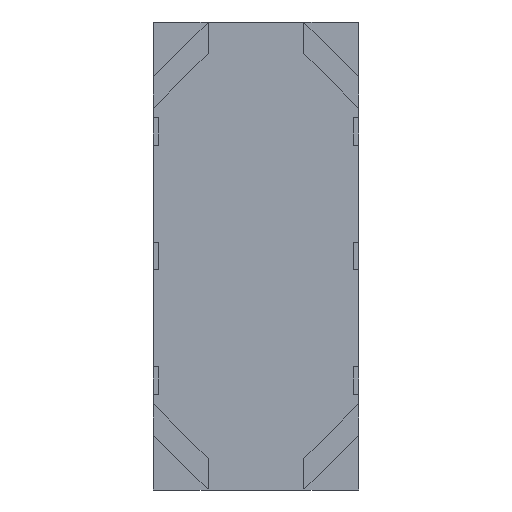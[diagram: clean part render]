
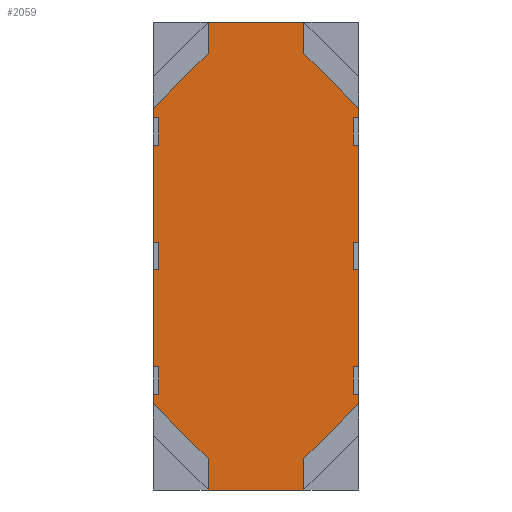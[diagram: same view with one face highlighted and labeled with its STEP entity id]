
A CAD part, front view. The second image highlights one B-rep face of the part: STEP entity #2059.
In plain terms, the highlighted planar face has unit normal (0, -1, 0).
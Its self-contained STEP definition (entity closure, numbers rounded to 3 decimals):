
#220=DIRECTION('',(1.,0.,0.));
#221=VECTOR('',#220,35.);
#222=CARTESIAN_POINT('',(-17.5,0.,85.5));
#223=LINE('',#222,#221);
#224=DIRECTION('',(0.,0.,-1.));
#225=VECTOR('',#224,11.5);
#226=CARTESIAN_POINT('',(17.5,0.,85.5));
#227=LINE('',#226,#225);
#228=DIRECTION('',(0.707,0.,-0.707));
#229=VECTOR('',#228,28.284);
#230=CARTESIAN_POINT('',(17.5,0.,74.));
#231=LINE('',#230,#229);
#232=DIRECTION('',(1.,0.,0.));
#233=VECTOR('',#232,2.);
#234=CARTESIAN_POINT('',(35.5,0.,40.5));
#235=LINE('',#234,#233);
#236=DIRECTION('',(1.,0.,0.));
#237=VECTOR('',#236,2.);
#238=CARTESIAN_POINT('',(35.5,0.,-5.));
#239=LINE('',#238,#237);
#240=DIRECTION('',(1.,0.,0.));
#241=VECTOR('',#240,2.);
#242=CARTESIAN_POINT('',(35.5,0.,-50.5));
#243=LINE('',#242,#241);
#244=DIRECTION('',(-0.707,0.,-0.707));
#245=VECTOR('',#244,28.284);
#246=CARTESIAN_POINT('',(37.5,0.,-54.));
#247=LINE('',#246,#245);
#248=DIRECTION('',(0.,0.,-1.));
#249=VECTOR('',#248,11.5);
#250=CARTESIAN_POINT('',(17.5,0.,-74.));
#251=LINE('',#250,#249);
#252=DIRECTION('',(-1.,0.,0.));
#253=VECTOR('',#252,35.);
#254=CARTESIAN_POINT('',(17.5,0.,-85.5));
#255=LINE('',#254,#253);
#256=DIRECTION('',(0.,0.,1.));
#257=VECTOR('',#256,11.5);
#258=CARTESIAN_POINT('',(-17.5,0.,-85.5));
#259=LINE('',#258,#257);
#260=DIRECTION('',(-0.707,0.,0.707));
#261=VECTOR('',#260,28.285);
#262=CARTESIAN_POINT('',(-17.5,0.,-74.));
#263=LINE('',#262,#261);
#264=DIRECTION('',(-1.,0.,0.));
#265=VECTOR('',#264,2.001);
#266=CARTESIAN_POINT('',(-35.5,0.,-40.5));
#267=LINE('',#266,#265);
#268=DIRECTION('',(-1.,0.,0.));
#269=VECTOR('',#268,2.001);
#270=CARTESIAN_POINT('',(-35.5,0.,5.));
#271=LINE('',#270,#269);
#272=DIRECTION('',(-1.,0.,0.));
#273=VECTOR('',#272,2.001);
#274=CARTESIAN_POINT('',(-35.5,0.,50.5));
#275=LINE('',#274,#273);
#276=DIRECTION('',(0.707,0.,0.707));
#277=VECTOR('',#276,28.285);
#278=CARTESIAN_POINT('',(-37.501,0.,54.));
#279=LINE('',#278,#277);
#280=DIRECTION('',(0.,0.,1.));
#281=VECTOR('',#280,11.5);
#282=CARTESIAN_POINT('',(-17.5,0.,74.));
#283=LINE('',#282,#281);
#468=DIRECTION('',(0.,0.,-1.));
#469=VECTOR('',#468,3.5);
#470=CARTESIAN_POINT('',(-37.501,0.,54.));
#471=LINE('',#470,#469);
#480=DIRECTION('',(0.,0.,-1.));
#481=VECTOR('',#480,35.5);
#482=CARTESIAN_POINT('',(-37.501,0.,40.5));
#483=LINE('',#482,#481);
#492=DIRECTION('',(0.,0.,-1.));
#493=VECTOR('',#492,35.5);
#494=CARTESIAN_POINT('',(-37.501,0.,-5.));
#495=LINE('',#494,#493);
#504=DIRECTION('',(0.,0.,-1.));
#505=VECTOR('',#504,3.5);
#506=CARTESIAN_POINT('',(-37.501,0.,-50.5));
#507=LINE('',#506,#505);
#1232=DIRECTION('',(0.,0.,1.));
#1233=VECTOR('',#1232,3.5);
#1234=CARTESIAN_POINT('',(37.5,0.,50.5));
#1235=LINE('',#1234,#1233);
#1248=DIRECTION('',(0.,0.,1.));
#1249=VECTOR('',#1248,3.5);
#1250=CARTESIAN_POINT('',(37.5,0.,-54.));
#1251=LINE('',#1250,#1249);
#1260=DIRECTION('',(0.,0.,1.));
#1261=VECTOR('',#1260,35.5);
#1262=CARTESIAN_POINT('',(37.5,0.,-40.5));
#1263=LINE('',#1262,#1261);
#1272=DIRECTION('',(0.,0.,1.));
#1273=VECTOR('',#1272,35.5);
#1274=CARTESIAN_POINT('',(37.5,0.,5.));
#1275=LINE('',#1274,#1273);
#1296=DIRECTION('',(0.,0.,1.));
#1297=VECTOR('',#1296,10.);
#1298=CARTESIAN_POINT('',(35.5,0.,40.5));
#1299=LINE('',#1298,#1297);
#1304=DIRECTION('',(1.,0.,0.));
#1305=VECTOR('',#1304,2.);
#1306=CARTESIAN_POINT('',(35.5,0.,50.5));
#1307=LINE('',#1306,#1305);
#1352=DIRECTION('',(0.,0.,1.));
#1353=VECTOR('',#1352,10.);
#1354=CARTESIAN_POINT('',(35.5,0.,-50.5));
#1355=LINE('',#1354,#1353);
#1360=DIRECTION('',(1.,0.,0.));
#1361=VECTOR('',#1360,2.);
#1362=CARTESIAN_POINT('',(35.5,0.,-40.5));
#1363=LINE('',#1362,#1361);
#1384=DIRECTION('',(0.,0.,1.));
#1385=VECTOR('',#1384,10.);
#1386=CARTESIAN_POINT('',(35.5,0.,-5.));
#1387=LINE('',#1386,#1385);
#1392=DIRECTION('',(1.,0.,0.));
#1393=VECTOR('',#1392,2.);
#1394=CARTESIAN_POINT('',(35.5,0.,5.));
#1395=LINE('',#1394,#1393);
#1456=DIRECTION('',(-1.,0.,0.));
#1457=VECTOR('',#1456,2.001);
#1458=CARTESIAN_POINT('',(-35.5,0.,40.5));
#1459=LINE('',#1458,#1457);
#1464=DIRECTION('',(0.,0.,-1.));
#1465=VECTOR('',#1464,10.);
#1466=CARTESIAN_POINT('',(-35.5,0.,50.5));
#1467=LINE('',#1466,#1465);
#1488=DIRECTION('',(-1.,0.,0.));
#1489=VECTOR('',#1488,2.001);
#1490=CARTESIAN_POINT('',(-35.5,0.,-5.));
#1491=LINE('',#1490,#1489);
#1496=DIRECTION('',(0.,0.,-1.));
#1497=VECTOR('',#1496,10.);
#1498=CARTESIAN_POINT('',(-35.5,0.,5.));
#1499=LINE('',#1498,#1497);
#1520=DIRECTION('',(-1.,0.,0.));
#1521=VECTOR('',#1520,2.001);
#1522=CARTESIAN_POINT('',(-35.5,0.,-50.5));
#1523=LINE('',#1522,#1521);
#1528=DIRECTION('',(0.,0.,-1.));
#1529=VECTOR('',#1528,10.);
#1530=CARTESIAN_POINT('',(-35.5,0.,-40.5));
#1531=LINE('',#1530,#1529);
#1548=CARTESIAN_POINT('',(-17.5,0.,85.5));
#1549=CARTESIAN_POINT('',(17.5,0.,85.5));
#1550=VERTEX_POINT('',#1548);
#1551=VERTEX_POINT('',#1549);
#1552=CARTESIAN_POINT('',(17.5,0.,74.));
#1553=VERTEX_POINT('',#1552);
#1554=CARTESIAN_POINT('',(37.5,0.,54.));
#1555=VERTEX_POINT('',#1554);
#1556=CARTESIAN_POINT('',(37.5,0.,50.5));
#1557=VERTEX_POINT('',#1556);
#1558=CARTESIAN_POINT('',(35.5,0.,50.5));
#1559=VERTEX_POINT('',#1558);
#1560=CARTESIAN_POINT('',(35.5,0.,40.5));
#1561=VERTEX_POINT('',#1560);
#1562=CARTESIAN_POINT('',(37.5,0.,40.5));
#1563=VERTEX_POINT('',#1562);
#1564=CARTESIAN_POINT('',(37.5,0.,5.));
#1565=VERTEX_POINT('',#1564);
#1566=CARTESIAN_POINT('',(35.5,0.,5.));
#1567=VERTEX_POINT('',#1566);
#1568=CARTESIAN_POINT('',(35.5,0.,-5.));
#1569=VERTEX_POINT('',#1568);
#1570=CARTESIAN_POINT('',(37.5,0.,-5.));
#1571=VERTEX_POINT('',#1570);
#1572=CARTESIAN_POINT('',(37.5,0.,-40.5));
#1573=VERTEX_POINT('',#1572);
#1574=CARTESIAN_POINT('',(35.5,0.,-40.5));
#1575=VERTEX_POINT('',#1574);
#1576=CARTESIAN_POINT('',(35.5,0.,-50.5));
#1577=VERTEX_POINT('',#1576);
#1578=CARTESIAN_POINT('',(37.5,0.,-50.5));
#1579=VERTEX_POINT('',#1578);
#1580=CARTESIAN_POINT('',(37.5,0.,-54.));
#1581=VERTEX_POINT('',#1580);
#1582=CARTESIAN_POINT('',(17.5,0.,-74.));
#1583=VERTEX_POINT('',#1582);
#1584=CARTESIAN_POINT('',(17.5,0.,-85.5));
#1585=VERTEX_POINT('',#1584);
#1586=CARTESIAN_POINT('',(-17.5,0.,-85.5));
#1587=VERTEX_POINT('',#1586);
#1588=CARTESIAN_POINT('',(-17.5,0.,-74.));
#1589=VERTEX_POINT('',#1588);
#1590=CARTESIAN_POINT('',(-37.501,0.,-54.));
#1591=VERTEX_POINT('',#1590);
#1592=CARTESIAN_POINT('',(-37.501,0.,-50.5));
#1593=VERTEX_POINT('',#1592);
#1594=CARTESIAN_POINT('',(-35.5,0.,-50.5));
#1595=VERTEX_POINT('',#1594);
#1596=CARTESIAN_POINT('',(-35.5,0.,-40.5));
#1597=VERTEX_POINT('',#1596);
#1598=CARTESIAN_POINT('',(-37.501,0.,-40.5));
#1599=VERTEX_POINT('',#1598);
#1600=CARTESIAN_POINT('',(-37.501,0.,-5.));
#1601=VERTEX_POINT('',#1600);
#1602=CARTESIAN_POINT('',(-35.5,0.,-5.));
#1603=VERTEX_POINT('',#1602);
#1604=CARTESIAN_POINT('',(-35.5,0.,5.));
#1605=VERTEX_POINT('',#1604);
#1606=CARTESIAN_POINT('',(-37.501,0.,5.));
#1607=VERTEX_POINT('',#1606);
#1608=CARTESIAN_POINT('',(-37.501,0.,40.5));
#1609=VERTEX_POINT('',#1608);
#1610=CARTESIAN_POINT('',(-35.5,0.,40.5));
#1611=VERTEX_POINT('',#1610);
#1612=CARTESIAN_POINT('',(-35.5,0.,50.5));
#1613=VERTEX_POINT('',#1612);
#1614=CARTESIAN_POINT('',(-37.501,0.,50.5));
#1615=VERTEX_POINT('',#1614);
#1616=CARTESIAN_POINT('',(-37.501,0.,54.));
#1617=VERTEX_POINT('',#1616);
#1618=CARTESIAN_POINT('',(-17.5,0.,74.));
#1619=VERTEX_POINT('',#1618);
#1980=CARTESIAN_POINT('',(0.,0.,0.));
#1981=DIRECTION('',(0.,1.,0.));
#1982=DIRECTION('',(1.,0.,0.));
#1983=AXIS2_PLACEMENT_3D('',#1980,#1981,#1982);
#1984=PLANE('',#1983);
#1986=ORIENTED_EDGE('',*,*,#1985,.T.);
#1988=ORIENTED_EDGE('',*,*,#1987,.T.);
#1990=ORIENTED_EDGE('',*,*,#1989,.T.);
#1992=ORIENTED_EDGE('',*,*,#1991,.F.);
#1994=ORIENTED_EDGE('',*,*,#1993,.F.);
#1996=ORIENTED_EDGE('',*,*,#1995,.F.);
#1998=ORIENTED_EDGE('',*,*,#1997,.T.);
#2000=ORIENTED_EDGE('',*,*,#1999,.F.);
#2002=ORIENTED_EDGE('',*,*,#2001,.F.);
#2004=ORIENTED_EDGE('',*,*,#2003,.F.);
#2006=ORIENTED_EDGE('',*,*,#2005,.T.);
#2008=ORIENTED_EDGE('',*,*,#2007,.F.);
#2010=ORIENTED_EDGE('',*,*,#2009,.F.);
#2012=ORIENTED_EDGE('',*,*,#2011,.F.);
#2014=ORIENTED_EDGE('',*,*,#2013,.T.);
#2016=ORIENTED_EDGE('',*,*,#2015,.F.);
#2018=ORIENTED_EDGE('',*,*,#2017,.T.);
#2020=ORIENTED_EDGE('',*,*,#2019,.T.);
#2022=ORIENTED_EDGE('',*,*,#2021,.T.);
#2024=ORIENTED_EDGE('',*,*,#2023,.T.);
#2026=ORIENTED_EDGE('',*,*,#2025,.T.);
#2028=ORIENTED_EDGE('',*,*,#2027,.F.);
#2030=ORIENTED_EDGE('',*,*,#2029,.F.);
#2032=ORIENTED_EDGE('',*,*,#2031,.F.);
#2034=ORIENTED_EDGE('',*,*,#2033,.T.);
#2036=ORIENTED_EDGE('',*,*,#2035,.F.);
#2038=ORIENTED_EDGE('',*,*,#2037,.F.);
#2040=ORIENTED_EDGE('',*,*,#2039,.F.);
#2042=ORIENTED_EDGE('',*,*,#2041,.T.);
#2044=ORIENTED_EDGE('',*,*,#2043,.F.);
#2046=ORIENTED_EDGE('',*,*,#2045,.F.);
#2048=ORIENTED_EDGE('',*,*,#2047,.F.);
#2050=ORIENTED_EDGE('',*,*,#2049,.T.);
#2052=ORIENTED_EDGE('',*,*,#2051,.F.);
#2054=ORIENTED_EDGE('',*,*,#2053,.T.);
#2056=ORIENTED_EDGE('',*,*,#2055,.T.);
#2057=EDGE_LOOP('',(#1986,#1988,#1990,#1992,#1994,#1996,#1998,#2000,#2002,#2004,
#2006,#2008,#2010,#2012,#2014,#2016,#2018,#2020,#2022,#2024,#2026,#2028,#2030,
#2032,#2034,#2036,#2038,#2040,#2042,#2044,#2046,#2048,#2050,#2052,#2054,#2056));
#2058=FACE_OUTER_BOUND('',#2057,.F.);
#1985=EDGE_CURVE('',#1550,#1551,#223,.T.);
#1987=EDGE_CURVE('',#1551,#1553,#227,.T.);
#1989=EDGE_CURVE('',#1553,#1555,#231,.T.);
#1991=EDGE_CURVE('',#1557,#1555,#1235,.T.);
#1993=EDGE_CURVE('',#1559,#1557,#1307,.T.);
#1995=EDGE_CURVE('',#1561,#1559,#1299,.T.);
#1997=EDGE_CURVE('',#1561,#1563,#235,.T.);
#1999=EDGE_CURVE('',#1565,#1563,#1275,.T.);
#2001=EDGE_CURVE('',#1567,#1565,#1395,.T.);
#2003=EDGE_CURVE('',#1569,#1567,#1387,.T.);
#2005=EDGE_CURVE('',#1569,#1571,#239,.T.);
#2007=EDGE_CURVE('',#1573,#1571,#1263,.T.);
#2009=EDGE_CURVE('',#1575,#1573,#1363,.T.);
#2011=EDGE_CURVE('',#1577,#1575,#1355,.T.);
#2013=EDGE_CURVE('',#1577,#1579,#243,.T.);
#2015=EDGE_CURVE('',#1581,#1579,#1251,.T.);
#2017=EDGE_CURVE('',#1581,#1583,#247,.T.);
#2019=EDGE_CURVE('',#1583,#1585,#251,.T.);
#2021=EDGE_CURVE('',#1585,#1587,#255,.T.);
#2023=EDGE_CURVE('',#1587,#1589,#259,.T.);
#2025=EDGE_CURVE('',#1589,#1591,#263,.T.);
#2027=EDGE_CURVE('',#1593,#1591,#507,.T.);
#2029=EDGE_CURVE('',#1595,#1593,#1523,.T.);
#2031=EDGE_CURVE('',#1597,#1595,#1531,.T.);
#2033=EDGE_CURVE('',#1597,#1599,#267,.T.);
#2035=EDGE_CURVE('',#1601,#1599,#495,.T.);
#2037=EDGE_CURVE('',#1603,#1601,#1491,.T.);
#2039=EDGE_CURVE('',#1605,#1603,#1499,.T.);
#2041=EDGE_CURVE('',#1605,#1607,#271,.T.);
#2043=EDGE_CURVE('',#1609,#1607,#483,.T.);
#2045=EDGE_CURVE('',#1611,#1609,#1459,.T.);
#2047=EDGE_CURVE('',#1613,#1611,#1467,.T.);
#2049=EDGE_CURVE('',#1613,#1615,#275,.T.);
#2051=EDGE_CURVE('',#1617,#1615,#471,.T.);
#2053=EDGE_CURVE('',#1617,#1619,#279,.T.);
#2055=EDGE_CURVE('',#1619,#1550,#283,.T.);
#2059=ADVANCED_FACE('',(#2058),#1984,.F.);
